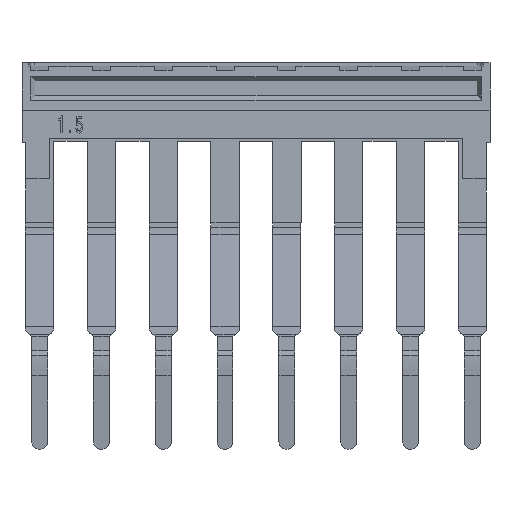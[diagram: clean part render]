
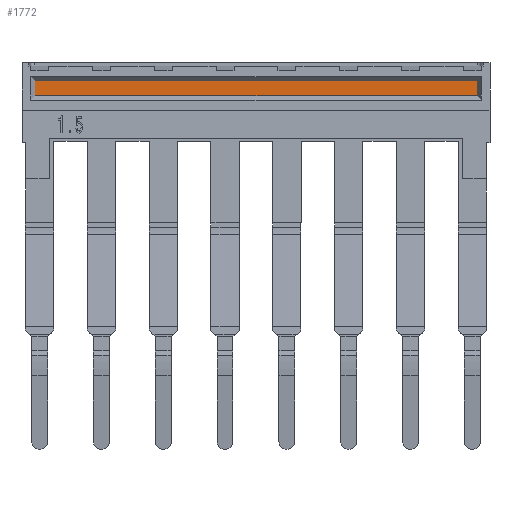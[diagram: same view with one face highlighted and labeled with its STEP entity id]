
A CAD part, front view. The second image highlights one B-rep face of the part: STEP entity #1772.
In plain terms, the highlighted planar face has unit normal (0, -1, 0).
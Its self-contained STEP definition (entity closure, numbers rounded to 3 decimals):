
#726=AXIS2_PLACEMENT_3D('Plane Axis2P3D',#723,#724,#725) ;
#723=CARTESIAN_POINT('Axis2P3D Location',(1.,0.4,19.201)) ;
#1709=CARTESIAN_POINT('Vertex',(0.731,0.4,20.87)) ;
#1715=CARTESIAN_POINT('Vertex',(0.731,0.4,20.012)) ;
#1718=CARTESIAN_POINT('Line Origine',(0.731,0.4,20.441)) ;
#1739=CARTESIAN_POINT('Vertex',(25.769,0.4,20.87)) ;
#1742=CARTESIAN_POINT('Line Origine',(13.25,0.4,20.87)) ;
#1754=CARTESIAN_POINT('Line Origine',(25.769,0.4,20.441)) ;
#1758=CARTESIAN_POINT('Vertex',(25.769,0.4,20.012)) ;
#1761=CARTESIAN_POINT('Line Origine',(13.25,0.4,20.012)) ;
#724=DIRECTION('Axis2P3D Direction',(0.,1.,0.)) ;
#725=DIRECTION('Axis2P3D XDirection',(0.,0.,-1.)) ;
#1719=DIRECTION('Vector Direction',(0.,0.,-1.)) ;
#1743=DIRECTION('Vector Direction',(-1.,0.,0.)) ;
#1755=DIRECTION('Vector Direction',(0.,0.,-1.)) ;
#1762=DIRECTION('Vector Direction',(-1.,0.,0.)) ;
#1720=VECTOR('Line Direction',#1719,1.) ;
#1744=VECTOR('Line Direction',#1743,1.) ;
#1756=VECTOR('Line Direction',#1755,1.) ;
#1763=VECTOR('Line Direction',#1762,1.) ;
#1767=ORIENTED_EDGE('',*,*,#1760,.T.) ;
#1768=ORIENTED_EDGE('',*,*,#1746,.T.) ;
#1769=ORIENTED_EDGE('',*,*,#1722,.F.) ;
#1770=ORIENTED_EDGE('',*,*,#1765,.F.) ;
#1772=ADVANCED_FACE('ZQV_1-5N_KU',(#1771),#727,.F.) ;
#1722=EDGE_CURVE('',#1716,#1710,#1721,.F.) ;
#1746=EDGE_CURVE('',#1740,#1710,#1745,.T.) ;
#1760=EDGE_CURVE('',#1759,#1740,#1757,.F.) ;
#1765=EDGE_CURVE('',#1759,#1716,#1764,.T.) ;
#1766=EDGE_LOOP('',(#1767,#1768,#1769,#1770)) ;
#1771=FACE_OUTER_BOUND('',#1766,.T.) ;
#1721=LINE('Line',#1718,#1720) ;
#1745=LINE('Line',#1742,#1744) ;
#1757=LINE('Line',#1754,#1756) ;
#1764=LINE('Line',#1761,#1763) ;
#727=PLANE('',#726) ;
#1710=VERTEX_POINT('',#1709) ;
#1716=VERTEX_POINT('',#1715) ;
#1740=VERTEX_POINT('',#1739) ;
#1759=VERTEX_POINT('',#1758) ;
